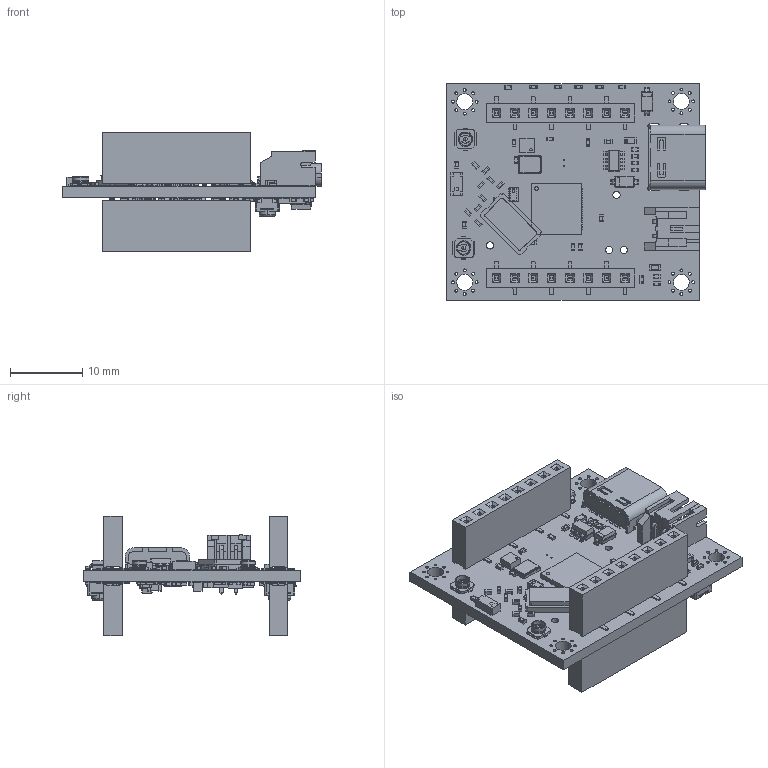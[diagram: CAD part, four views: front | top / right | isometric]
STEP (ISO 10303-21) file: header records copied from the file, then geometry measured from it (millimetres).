
FILE_DESCRIPTION(('KiCad electronic assembly'),'2;1');
FILE_NAME('BeagleConnect_B_0221201609.step','2020-02-21T16:09:52',( 'An Author'),('A Company'),'Open CASCADE STEP processor 6.9', 'KiCad to STEP converter','Unknown');
FILE_SCHEMA(('AUTOMOTIVE_DESIGN { 1 0 10303 214 1 1 1 1 }'));
Length unit declared in the file: millimetre
Products named in the file (54): Open CASCADE STEP translator 6.9 1; R_0402_1005Metric; SOLID; SOT-23-6; LED_0402_1005Metric; C_0402_1005Metric; LGA-12_2x2mm_P0.5mm; X2SON-8_1.4x1mm_P0.35mm; QFN-48-1EP_7x7mm_P0.5mm_EP5.15x5.15mm; R_0603_1608Metric; Crystal_SMD_3225-4Pin_3.2x2.5mm; JST_PH_S2B-PH-K_1x02_P2.00mm_Horizontal; L_0603_1608Metric; SOT-23-5; PinSocket_1x08_P2.54mm_Vertical_SMD_Pin1Right; PTS810; COMPOUND; 2450AT18D0100; 1054500101; 0900PC15J0013; Texas_S-PVQFN-N48_EP5.15x5.15mm; D_SOD-123; L_0805_2012Metric; C_0603_1608Metric; L_0402_1005Metric; WSON-8-1EP_2x2mm_P0.5mm_EP0.9x1.6mm; a_1jb_3d_model_file; Crystal_SMD_TXC_7M-4Pin_3.2x2.5mm; Crystal_SMD_TXC_AX_8045-2Pin_8.0x4.5mm
Assembly tree (144 placements, depth 3):
  Open CASCADE STEP translator 6.9 1
    R_0402_1005Metric  x40
      SOLID
    SOT-23-6
      SOLID
    LED_0402_1005Metric  x6
      SOLID
    C_0402_1005Metric  x37
      SOLID
    LGA-12_2x2mm_P0.5mm
      SOLID
    X2SON-8_1.4x1mm_P0.35mm  x2
      SOLID
    QFN-48-1EP_7x7mm_P0.5mm_EP5.15x5.15mm
      SOLID
    R_0603_1608Metric  x2
      SOLID
    Crystal_SMD_3225-4Pin_3.2x2.5mm
      SOLID
    JST_PH_S2B-PH-K_1x02_P2.00mm_Horizontal
      SOLID
    L_0603_1608Metric  x2
      SOLID
    SOT-23-5
      SOLID
    PinSocket_1x08_P2.54mm_Vertical_SMD_Pin1Right  x4
      SOLID
    PTS810  x2
      COMPOUND
    2450AT18D0100
      SOLID
    1054500101
      COMPOUND
    0900PC15J0013
      COMPOUND
    Texas_S-PVQFN-N48_EP5.15x5.15mm
      SOLID
    D_SOD-123  x2
      SOLID
    L_0805_2012Metric  x2
      SOLID
    C_0603_1608Metric  x2
      SOLID
    L_0402_1005Metric
      SOLID
    WSON-8-1EP_2x2mm_P0.5mm_EP0.9x1.6mm
      SOLID
    a_1jb_3d_model_file  x2
      SOLID
    Crystal_SMD_TXC_7M-4Pin_3.2x2.5mm
      SOLID
    Crystal_SMD_TXC_AX_8045-2Pin_8.0x4.5mm
      SOLID
    COMPOUND
Bounding box: 35.82 x 30 x 16.5 mm (x, y, z)
Volume: 3513.4 mm3; surface area: 6636.4 mm2
Topology: 138 solids, 138 shells, 6123 faces, 16163 edges, 10698 vertices
Faces by surface type: plane 4534, cylinder 1442, bspline 121, torus 12, sphere 8, cone 6
Full cylindrical faces by diameter (mm): 0.2 x4, 0.25 x1, 0.35 x1, 0.4 x33, 0.5 x1, 0.6 x2, 0.991 x3, 1 x1, 2.2 x4
Entity records: 187812 total; most frequent: CARTESIAN_POINT 33600, DIRECTION 26172, LINE 18489, VECTOR 18489, ORIENTED_EDGE 13774, PCURVE 13774, DEFINITIONAL_REPRESENTATION 13774, EDGE_CURVE 6887
